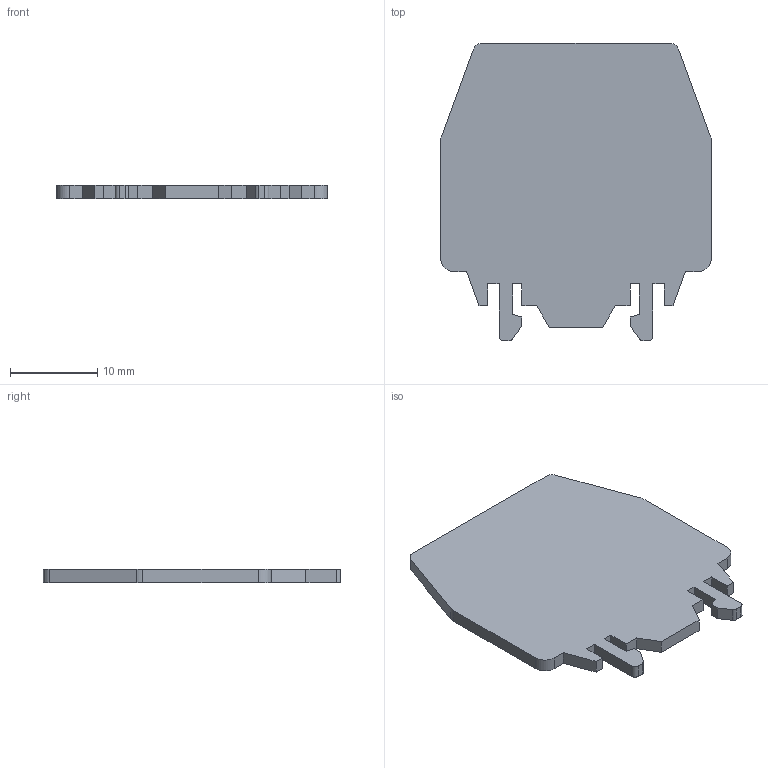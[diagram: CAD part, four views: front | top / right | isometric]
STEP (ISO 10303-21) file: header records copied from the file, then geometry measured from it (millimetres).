
FILE_DESCRIPTION(('CoCreate Modeling STEP Export'),'2;1');
FILE_NAME('RP.4-PT.stp','2010-05-06T11:18:53',(''),(''),'CoCreate Modeling STEP processor for AP214 (Solid Model)','CoCreate Modeling 16.00A 16-Aug-2008 (C) Parametric Technology GmbH','');
FILE_SCHEMA(('AUTOMOTIVE_DESIGN { 1 0 10303 214 1 1 1 1 }'));
Length unit declared in the file: millimetre
Products named in the file (1): RP.4-PT
Bounding box: 31 x 34 x 1.5 mm (x, y, z)
Volume: 1319.2 mm3; surface area: 1986.7 mm2
Topology: 1 solids, 1 shells, 48 faces, 138 edges, 92 vertices
Faces by surface type: plane 38, cylinder 10
Entity records: 1584 total; most frequent: CARTESIAN_POINT 279, ORIENTED_EDGE 276, DIRECTION 256, EDGE_CURVE 138, VECTOR 118, LINE 118, VERTEX_POINT 92, AXIS2_PLACEMENT_3D 69
